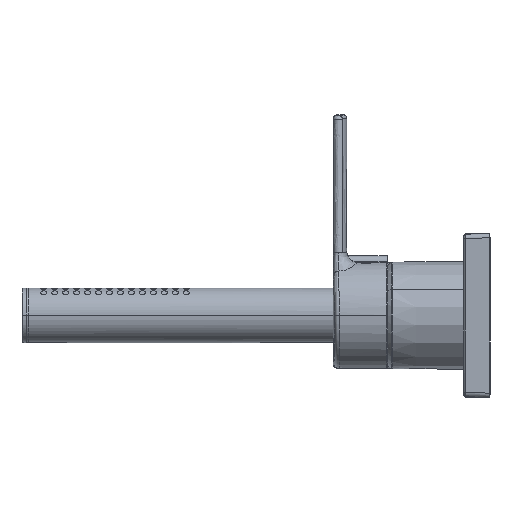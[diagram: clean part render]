
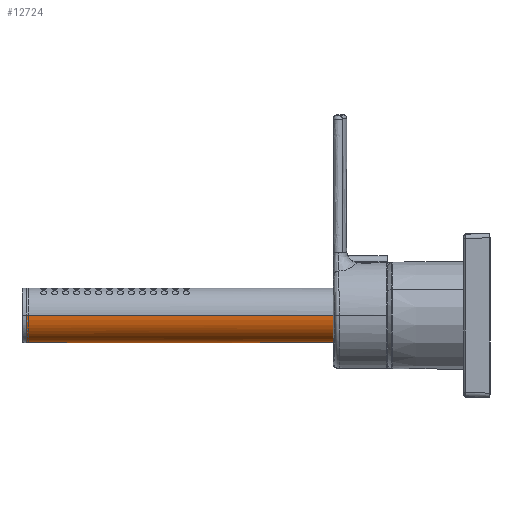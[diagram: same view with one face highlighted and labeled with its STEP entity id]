
A CAD part, left-side view. The second image highlights one B-rep face of the part: STEP entity #12724.
In plain terms, the highlighted cylindrical face has radius 12.5 mm (diameter 25 mm), a partial arc.
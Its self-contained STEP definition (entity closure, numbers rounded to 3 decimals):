
#15 = VERTEX_POINT ( 'NONE', #334 ) ;
#108 = VECTOR ( 'NONE', #16688, 1000. ) ;
#334 = CARTESIAN_POINT ( 'NONE',  ( 684.89, 817.119, 1205.087 ) ) ;
#364 = CARTESIAN_POINT ( 'NONE',  ( 707.386, 1001.719, 1197.405 ) ) ;
#614 = DIRECTION ( 'NONE',  ( -1., 0., 0. ) ) ;
#762 = VERTEX_POINT ( 'NONE', #904 ) ;
#879 = DIRECTION ( 'NONE',  ( 0., -1., 0. ) ) ;
#894 = EDGE_CURVE ( 'NONE', #13320, #11637, #4394, .T. ) ;
#904 = CARTESIAN_POINT ( 'NONE',  ( 697.39, 1001.719, 1192.587 ) ) ;
#927 = CARTESIAN_POINT ( 'NONE',  ( 697.229, 1001.719, 1192.588 ) ) ;
#2202 = EDGE_CURVE ( 'NONE', #13753, #762, #8554, .T. ) ;
#2205 = CARTESIAN_POINT ( 'NONE',  ( 691.002, 1001.719, 1194.221 ) ) ;
#2231 = CARTESIAN_POINT ( 'NONE',  ( 697.39, 1001.719, 1205.087 ) ) ;
#2828 = CIRCLE ( 'NONE', #2963, 12.5 ) ;
#2963 = AXIS2_PLACEMENT_3D ( 'NONE', #7931, #10572, #13546 ) ;
#3030 = CARTESIAN_POINT ( 'NONE',  ( 709.891, 1001.719, 1205.087 ) ) ;
#3051 = ORIENTED_EDGE ( 'NONE', *, *, #15200, .T. ) ;
#3069 = AXIS2_PLACEMENT_3D ( 'NONE', #17372, #9011, #614 ) ;
#3285 = CARTESIAN_POINT ( 'NONE',  ( 708.313, 1001.719, 1198.792 ) ) ;
#3606 = CARTESIAN_POINT ( 'NONE',  ( 695.607, 1001.719, 1192.609 ) ) ;
#3795 = ORIENTED_EDGE ( 'NONE', *, *, #894, .T. ) ;
#4183 = EDGE_CURVE ( 'NONE', #15, #11637, #2828, .T. ) ;
#4394 = LINE ( 'NONE', #6562, #17519 ) ;
#4488 = ORIENTED_EDGE ( 'NONE', *, *, #16062, .F. ) ;
#4630 = CYLINDRICAL_SURFACE ( 'NONE', #9734, 12.5 ) ;
#4643 = ORIENTED_EDGE ( 'NONE', *, *, #2202, .T. ) ;
#5084 = CARTESIAN_POINT ( 'NONE',  ( 685.21, 1001.719, 1201.842 ) ) ;
#5111 = DIRECTION ( 'NONE',  ( 0., -1., 0. ) ) ;
#5978 = CARTESIAN_POINT ( 'NONE',  ( 699.027, 1001.719, 1192.587 ) ) ;
#6481 = CARTESIAN_POINT ( 'NONE',  ( 687.355, 1001.719, 1197.46 ) ) ;
#6562 = CARTESIAN_POINT ( 'NONE',  ( 709.89, 1001.719, 1205.087 ) ) ;
#7326 = CARTESIAN_POINT ( 'NONE',  ( 697.39, 1001.719, 1192.587 ) ) ;
#7903 = CARTESIAN_POINT ( 'NONE',  ( 689.635, 1001.719, 1195.15 ) ) ;
#7931 = CARTESIAN_POINT ( 'NONE',  ( 697.39, 817.119, 1205.087 ) ) ;
#8006 = B_SPLINE_CURVE_WITH_KNOTS ( 'NONE', 3,
 ( #7326, #5978, #8937, #11675, #10033, #364, #3285, #14298, #13015, #3030 ),
 .UNSPECIFIED., .F., .F.,
 ( 4, 2, 2, 2, 4 ),
 ( 0., 0.126, 0.251, 0.377, 0.502 ),
 .UNSPECIFIED. ) ;
#8134 = CARTESIAN_POINT ( 'NONE',  ( 684.89, 1001.719, 1205.087 ) ) ;
#8554 = CIRCLE ( 'NONE', #3069, 12.5 ) ;
#8599 = VERTEX_POINT ( 'NONE', #9907 ) ;
#8937 = CARTESIAN_POINT ( 'NONE',  ( 700.662, 1001.719, 1192.912 ) ) ;
#9011 = DIRECTION ( 'NONE',  ( 0., -1., 0. ) ) ;
#9325 = CARTESIAN_POINT ( 'NONE',  ( 686.443, 1001.719, 1198.839 ) ) ;
#9413 = DIRECTION ( 'NONE',  ( -1., 0., 0. ) ) ;
#9734 = AXIS2_PLACEMENT_3D ( 'NONE', #2231, #5111, #9413 ) ;
#9907 = CARTESIAN_POINT ( 'NONE',  ( 684.89, 1001.719, 1205.087 ) ) ;
#10033 = CARTESIAN_POINT ( 'NONE',  ( 705.072, 1001.719, 1195.091 ) ) ;
#10572 = DIRECTION ( 'NONE',  ( 0., -1., 0. ) ) ;
#10719 = CARTESIAN_POINT ( 'NONE',  ( 684.89, 1001.719, 1205.087 ) ) ;
#10799 = B_SPLINE_CURVE_WITH_KNOTS ( 'NONE', 3,
 ( #10719, #12108, #5084, #9325, #6481, #7903, #2205, #17668, #3606, #927 ),
 .UNSPECIFIED., .F., .F.,
 ( 4, 2, 2, 2, 4 ),
 ( 0.502, 0.627, 0.751, 0.876, 1. ),
 .UNSPECIFIED. ) ;
#11493 = EDGE_CURVE ( 'NONE', #762, #13320, #8006, .T. ) ;
#11637 = VERTEX_POINT ( 'NONE', #15374 ) ;
#11675 = CARTESIAN_POINT ( 'NONE',  ( 703.686, 1001.719, 1194.165 ) ) ;
#11729 = CARTESIAN_POINT ( 'NONE',  ( 709.891, 1001.719, 1205.087 ) ) ;
#12062 = FACE_OUTER_BOUND ( 'NONE', #16649, .T. ) ;
#12108 = CARTESIAN_POINT ( 'NONE',  ( 684.89, 1001.719, 1203.464 ) ) ;
#12724 = ADVANCED_FACE ( 'NONE', ( #12062 ), #4630, .T. ) ;
#13015 = CARTESIAN_POINT ( 'NONE',  ( 709.89, 1001.719, 1203.451 ) ) ;
#13320 = VERTEX_POINT ( 'NONE', #11729 ) ;
#13546 = DIRECTION ( 'NONE',  ( 1., 0., 0. ) ) ;
#13753 = VERTEX_POINT ( 'NONE', #15070 ) ;
#13809 = ORIENTED_EDGE ( 'NONE', *, *, #4183, .F. ) ;
#14298 = CARTESIAN_POINT ( 'NONE',  ( 709.565, 1001.719, 1201.815 ) ) ;
#15070 = CARTESIAN_POINT ( 'NONE',  ( 697.229, 1001.719, 1192.588 ) ) ;
#15200 = EDGE_CURVE ( 'NONE', #8599, #13753, #10799, .T. ) ;
#15374 = CARTESIAN_POINT ( 'NONE',  ( 709.89, 817.119, 1205.087 ) ) ;
#15417 = LINE ( 'NONE', #8134, #108 ) ;
#15984 = ORIENTED_EDGE ( 'NONE', *, *, #11493, .T. ) ;
#16062 = EDGE_CURVE ( 'NONE', #8599, #15, #15417, .T. ) ;
#16649 = EDGE_LOOP ( 'NONE', ( #15984, #3795, #13809, #4488, #3051, #4643 ) ) ;
#16688 = DIRECTION ( 'NONE',  ( 0., -1., 0. ) ) ;
#17372 = CARTESIAN_POINT ( 'NONE',  ( 697.39, 1001.719, 1205.087 ) ) ;
#17519 = VECTOR ( 'NONE', #879, 1000. ) ;
#17668 = CARTESIAN_POINT ( 'NONE',  ( 693.989, 1001.719, 1192.95 ) ) ;
